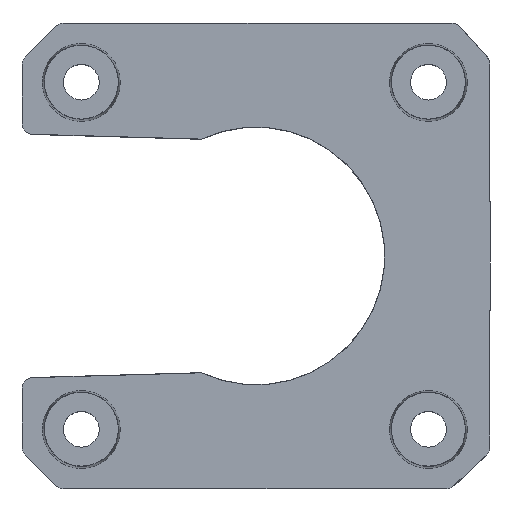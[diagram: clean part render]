
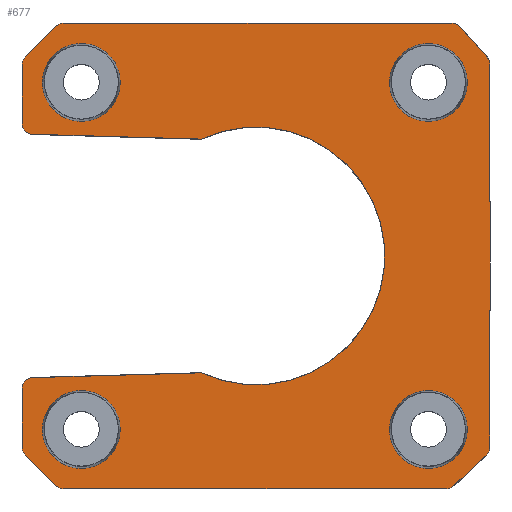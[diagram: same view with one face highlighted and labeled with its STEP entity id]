
A CAD part, top view. The second image highlights one B-rep face of the part: STEP entity #677.
In plain terms, the highlighted planar face has unit normal (0, 0, 1).
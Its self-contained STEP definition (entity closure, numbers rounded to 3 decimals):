
#46=FACE_BOUND('',#159,.T.);
#47=FACE_BOUND('',#160,.T.);
#48=FACE_BOUND('',#161,.T.);
#49=FACE_BOUND('',#162,.T.);
#70=CIRCLE('',#724,3.475);
#72=CIRCLE('',#727,3.475);
#74=CIRCLE('',#730,3.475);
#76=CIRCLE('',#733,3.475);
#77=CIRCLE('',#735,11.517);
#82=CIRCLE('',#748,0.983);
#83=CIRCLE('',#749,0.983);
#84=CIRCLE('',#750,0.983);
#85=CIRCLE('',#751,0.983);
#86=CIRCLE('',#752,0.983);
#87=CIRCLE('',#753,0.983);
#88=CIRCLE('',#754,0.983);
#89=CIRCLE('',#755,0.983);
#90=CIRCLE('',#756,0.983);
#91=CIRCLE('',#757,0.983);
#106=FACE_OUTER_BOUND('',#158,.T.);
#158=EDGE_LOOP('',(#520,#521,#522,#523,#524,#525,#526,#527,#528,#529,#530,
#531,#532,#533,#534,#535,#536,#537,#538,#539,#540,#541,#542,#543,#544,#545));
#159=EDGE_LOOP('',(#546));
#160=EDGE_LOOP('',(#547));
#161=EDGE_LOOP('',(#548));
#162=EDGE_LOOP('',(#549));
#195=LINE('',#1004,#249);
#211=LINE('',#1100,#265);
#212=LINE('',#1103,#266);
#214=LINE('',#1107,#268);
#216=LINE('',#1111,#270);
#217=LINE('',#1115,#271);
#218=LINE('',#1119,#272);
#219=LINE('',#1123,#273);
#220=LINE('',#1127,#274);
#221=LINE('',#1130,#275);
#222=LINE('',#1132,#276);
#223=LINE('',#1136,#277);
#224=LINE('',#1140,#278);
#225=LINE('',#1144,#279);
#226=LINE('',#1148,#280);
#249=VECTOR('',#790,10.);
#265=VECTOR('',#884,1000.);
#266=VECTOR('',#887,1000.);
#268=VECTOR('',#891,1000.);
#270=VECTOR('',#895,1000.);
#271=VECTOR('',#898,1000.);
#272=VECTOR('',#901,1000.);
#273=VECTOR('',#904,1000.);
#274=VECTOR('',#907,1000.);
#275=VECTOR('',#910,1000.);
#276=VECTOR('',#911,1000.);
#277=VECTOR('',#914,1000.);
#278=VECTOR('',#917,1000.);
#279=VECTOR('',#920,1000.);
#280=VECTOR('',#923,1000.);
#301=VERTEX_POINT('',#998);
#303=VERTEX_POINT('',#1002);
#331=VERTEX_POINT('',#1062);
#333=VERTEX_POINT('',#1067);
#335=VERTEX_POINT('',#1072);
#337=VERTEX_POINT('',#1077);
#338=VERTEX_POINT('',#1080);
#339=VERTEX_POINT('',#1082);
#344=VERTEX_POINT('',#1098);
#345=VERTEX_POINT('',#1102);
#346=VERTEX_POINT('',#1106);
#347=VERTEX_POINT('',#1110);
#348=VERTEX_POINT('',#1112);
#349=VERTEX_POINT('',#1114);
#350=VERTEX_POINT('',#1116);
#351=VERTEX_POINT('',#1118);
#352=VERTEX_POINT('',#1120);
#353=VERTEX_POINT('',#1122);
#354=VERTEX_POINT('',#1124);
#355=VERTEX_POINT('',#1126);
#356=VERTEX_POINT('',#1128);
#357=VERTEX_POINT('',#1131);
#358=VERTEX_POINT('',#1133);
#359=VERTEX_POINT('',#1135);
#360=VERTEX_POINT('',#1137);
#361=VERTEX_POINT('',#1139);
#362=VERTEX_POINT('',#1141);
#363=VERTEX_POINT('',#1143);
#364=VERTEX_POINT('',#1145);
#365=VERTEX_POINT('',#1147);
#369=EDGE_CURVE('',#301,#303,#195,.T.);
#398=EDGE_CURVE('',#331,#331,#70,.T.);
#400=EDGE_CURVE('',#333,#333,#72,.T.);
#402=EDGE_CURVE('',#335,#335,#74,.T.);
#404=EDGE_CURVE('',#337,#337,#76,.T.);
#406=EDGE_CURVE('',#339,#338,#77,.T.);
#413=EDGE_CURVE('',#303,#344,#211,.T.);
#414=EDGE_CURVE('',#345,#301,#212,.T.);
#416=EDGE_CURVE('',#345,#346,#214,.T.);
#418=EDGE_CURVE('',#344,#347,#216,.T.);
#419=EDGE_CURVE('',#348,#347,#82,.T.);
#420=EDGE_CURVE('',#348,#349,#217,.T.);
#421=EDGE_CURVE('',#350,#349,#83,.T.);
#422=EDGE_CURVE('',#350,#351,#218,.T.);
#423=EDGE_CURVE('',#352,#351,#84,.T.);
#424=EDGE_CURVE('',#352,#353,#219,.T.);
#425=EDGE_CURVE('',#354,#353,#85,.T.);
#426=EDGE_CURVE('',#354,#355,#220,.T.);
#427=EDGE_CURVE('',#356,#355,#86,.T.);
#428=EDGE_CURVE('',#356,#339,#221,.T.);
#429=EDGE_CURVE('',#338,#357,#222,.T.);
#430=EDGE_CURVE('',#358,#357,#87,.T.);
#431=EDGE_CURVE('',#358,#359,#223,.T.);
#432=EDGE_CURVE('',#360,#359,#88,.T.);
#433=EDGE_CURVE('',#360,#361,#224,.T.);
#434=EDGE_CURVE('',#362,#361,#89,.T.);
#435=EDGE_CURVE('',#362,#363,#225,.T.);
#436=EDGE_CURVE('',#364,#363,#90,.T.);
#437=EDGE_CURVE('',#364,#365,#226,.T.);
#438=EDGE_CURVE('',#365,#346,#91,.T.);
#520=ORIENTED_EDGE('',*,*,#369,.T.);
#521=ORIENTED_EDGE('',*,*,#413,.T.);
#522=ORIENTED_EDGE('',*,*,#418,.T.);
#523=ORIENTED_EDGE('',*,*,#419,.F.);
#524=ORIENTED_EDGE('',*,*,#420,.T.);
#525=ORIENTED_EDGE('',*,*,#421,.F.);
#526=ORIENTED_EDGE('',*,*,#422,.T.);
#527=ORIENTED_EDGE('',*,*,#423,.F.);
#528=ORIENTED_EDGE('',*,*,#424,.T.);
#529=ORIENTED_EDGE('',*,*,#425,.F.);
#530=ORIENTED_EDGE('',*,*,#426,.T.);
#531=ORIENTED_EDGE('',*,*,#427,.F.);
#532=ORIENTED_EDGE('',*,*,#428,.T.);
#533=ORIENTED_EDGE('',*,*,#406,.T.);
#534=ORIENTED_EDGE('',*,*,#429,.T.);
#535=ORIENTED_EDGE('',*,*,#430,.F.);
#536=ORIENTED_EDGE('',*,*,#431,.T.);
#537=ORIENTED_EDGE('',*,*,#432,.F.);
#538=ORIENTED_EDGE('',*,*,#433,.T.);
#539=ORIENTED_EDGE('',*,*,#434,.F.);
#540=ORIENTED_EDGE('',*,*,#435,.T.);
#541=ORIENTED_EDGE('',*,*,#436,.F.);
#542=ORIENTED_EDGE('',*,*,#437,.T.);
#543=ORIENTED_EDGE('',*,*,#438,.T.);
#544=ORIENTED_EDGE('',*,*,#416,.F.);
#545=ORIENTED_EDGE('',*,*,#414,.T.);
#546=ORIENTED_EDGE('',*,*,#398,.T.);
#547=ORIENTED_EDGE('',*,*,#400,.T.);
#548=ORIENTED_EDGE('',*,*,#402,.T.);
#549=ORIENTED_EDGE('',*,*,#404,.T.);
#647=PLANE('',#747);
#677=ADVANCED_FACE('',(#106,#46,#47,#48,#49),#647,.T.);
#724=AXIS2_PLACEMENT_3D('',#1063,#839,#840);
#727=AXIS2_PLACEMENT_3D('',#1068,#845,#846);
#730=AXIS2_PLACEMENT_3D('',#1073,#851,#852);
#733=AXIS2_PLACEMENT_3D('',#1078,#857,#858);
#735=AXIS2_PLACEMENT_3D('',#1083,#862,#863);
#747=AXIS2_PLACEMENT_3D('',#1109,#893,#894);
#748=AXIS2_PLACEMENT_3D('',#1113,#896,#897);
#749=AXIS2_PLACEMENT_3D('',#1117,#899,#900);
#750=AXIS2_PLACEMENT_3D('',#1121,#902,#903);
#751=AXIS2_PLACEMENT_3D('',#1125,#905,#906);
#752=AXIS2_PLACEMENT_3D('',#1129,#908,#909);
#753=AXIS2_PLACEMENT_3D('',#1134,#912,#913);
#754=AXIS2_PLACEMENT_3D('',#1138,#915,#916);
#755=AXIS2_PLACEMENT_3D('',#1142,#918,#919);
#756=AXIS2_PLACEMENT_3D('',#1146,#921,#922);
#757=AXIS2_PLACEMENT_3D('',#1149,#924,#925);
#790=DIRECTION('',(0.,1.,0.));
#839=DIRECTION('center_axis',(0.,0.,-1.));
#840=DIRECTION('ref_axis',(-1.,0.,0.));
#845=DIRECTION('center_axis',(0.,0.,-1.));
#846=DIRECTION('ref_axis',(-1.,0.,0.));
#851=DIRECTION('center_axis',(0.,0.,-1.));
#852=DIRECTION('ref_axis',(-1.,0.,0.));
#857=DIRECTION('center_axis',(0.,0.,-1.));
#858=DIRECTION('ref_axis',(-1.,0.,0.));
#862=DIRECTION('center_axis',(0.,0.,-1.));
#863=DIRECTION('ref_axis',(1.,0.,0.));
#884=DIRECTION('',(-0.981,0.196,0.));
#887=DIRECTION('',(0.981,0.196,0.));
#891=DIRECTION('',(0.,-1.,0.));
#893=DIRECTION('center_axis',(0.,0.,1.));
#894=DIRECTION('ref_axis',(1.,0.,0.));
#895=DIRECTION('',(0.,1.,0.));
#896=DIRECTION('center_axis',(0.,0.,-1.));
#897=DIRECTION('ref_axis',(1.,0.,0.));
#898=DIRECTION('',(-0.673,0.74,0.));
#899=DIRECTION('center_axis',(0.,0.,-1.));
#900=DIRECTION('ref_axis',(1.,0.,0.));
#901=DIRECTION('',(-1.,0.,0.));
#902=DIRECTION('center_axis',(0.,0.,-1.));
#903=DIRECTION('ref_axis',(1.,0.,0.));
#904=DIRECTION('',(-0.707,-0.707,0.));
#905=DIRECTION('center_axis',(0.,0.,-1.));
#906=DIRECTION('ref_axis',(1.,0.,0.));
#907=DIRECTION('',(0.,-1.,0.));
#908=DIRECTION('center_axis',(0.,0.,-1.));
#909=DIRECTION('ref_axis',(1.,0.,0.));
#910=DIRECTION('',(1.,-0.029,0.));
#911=DIRECTION('',(-1.,-0.029,0.));
#912=DIRECTION('center_axis',(0.,0.,-1.));
#913=DIRECTION('ref_axis',(1.,0.,0.));
#914=DIRECTION('',(0.,-1.,0.));
#915=DIRECTION('center_axis',(0.,0.,-1.));
#916=DIRECTION('ref_axis',(1.,0.,0.));
#917=DIRECTION('',(0.707,-0.707,0.));
#918=DIRECTION('center_axis',(0.,0.,-1.));
#919=DIRECTION('ref_axis',(1.,0.,0.));
#920=DIRECTION('',(1.,0.,0.));
#921=DIRECTION('center_axis',(0.,0.,-1.));
#922=DIRECTION('ref_axis',(1.,0.,0.));
#923=DIRECTION('',(0.728,0.686,0.));
#924=DIRECTION('center_axis',(0.,0.,1.));
#925=DIRECTION('ref_axis',(1.,0.,0.));
#998=CARTESIAN_POINT('',(42.,16.146,2.));
#1002=CARTESIAN_POINT('',(42.,25.854,2.));
#1004=CARTESIAN_POINT('',(42.,0.087,2.));
#1062=CARTESIAN_POINT('',(33.025,5.5,2.));
#1063=CARTESIAN_POINT('Origin',(36.5,5.5,2.));
#1067=CARTESIAN_POINT('',(2.025,5.5,2.));
#1068=CARTESIAN_POINT('Origin',(5.5,5.5,2.));
#1072=CARTESIAN_POINT('',(33.025,36.5,2.));
#1073=CARTESIAN_POINT('Origin',(36.5,36.5,2.));
#1077=CARTESIAN_POINT('',(2.025,36.5,2.));
#1078=CARTESIAN_POINT('Origin',(5.5,36.5,2.));
#1080=CARTESIAN_POINT('',(16.221,10.563,2.));
#1082=CARTESIAN_POINT('',(16.221,31.437,2.));
#1083=CARTESIAN_POINT('Origin',(21.09,21.,2.));
#1098=CARTESIAN_POINT('',(41.983,25.857,2.));
#1100=CARTESIAN_POINT('',(6.587,32.936,2.));
#1102=CARTESIAN_POINT('',(41.983,16.143,2.));
#1103=CARTESIAN_POINT('',(-1.49,7.448,2.));
#1106=CARTESIAN_POINT('',(41.983,3.932,2.));
#1107=CARTESIAN_POINT('',(41.983,0.,2.));
#1109=CARTESIAN_POINT('Origin',(0.,0.,2.));
#1110=CARTESIAN_POINT('',(41.983,38.113,2.));
#1111=CARTESIAN_POINT('',(41.983,0.,2.));
#1112=CARTESIAN_POINT('',(41.727,38.774,2.));
#1113=CARTESIAN_POINT('Origin',(41.,38.113,2.));
#1114=CARTESIAN_POINT('',(39.285,41.461,2.));
#1115=CARTESIAN_POINT('',(42.145,38.314,2.));
#1116=CARTESIAN_POINT('',(38.558,41.783,2.));
#1117=CARTESIAN_POINT('Origin',(38.558,40.8,2.));
#1118=CARTESIAN_POINT('',(3.914,41.783,2.));
#1119=CARTESIAN_POINT('',(0.,41.783,2.));
#1120=CARTESIAN_POINT('',(3.219,41.495,2.));
#1121=CARTESIAN_POINT('Origin',(3.914,40.8,2.));
#1122=CARTESIAN_POINT('',(0.505,38.781,2.));
#1123=CARTESIAN_POINT('',(-19.138,19.138,2.));
#1124=CARTESIAN_POINT('',(0.217,38.086,2.));
#1125=CARTESIAN_POINT('Origin',(1.2,38.086,2.));
#1126=CARTESIAN_POINT('',(0.217,32.851,2.));
#1127=CARTESIAN_POINT('',(0.217,0.,2.));
#1128=CARTESIAN_POINT('',(1.172,31.869,2.));
#1129=CARTESIAN_POINT('Origin',(1.2,32.851,2.));
#1130=CARTESIAN_POINT('',(0.915,31.876,2.));
#1131=CARTESIAN_POINT('',(1.172,10.131,2.));
#1132=CARTESIAN_POINT('',(-0.289,10.089,2.));
#1133=CARTESIAN_POINT('',(0.217,9.149,2.));
#1134=CARTESIAN_POINT('Origin',(1.2,9.149,2.));
#1135=CARTESIAN_POINT('',(0.217,3.914,2.));
#1136=CARTESIAN_POINT('',(0.217,0.,2.));
#1137=CARTESIAN_POINT('',(0.505,3.219,2.));
#1138=CARTESIAN_POINT('Origin',(1.2,3.914,2.));
#1139=CARTESIAN_POINT('',(3.219,0.505,2.));
#1140=CARTESIAN_POINT('',(1.862,1.862,2.));
#1141=CARTESIAN_POINT('',(3.914,0.217,2.));
#1142=CARTESIAN_POINT('Origin',(3.914,1.2,2.));
#1143=CARTESIAN_POINT('',(38.103,0.217,2.));
#1144=CARTESIAN_POINT('',(0.,0.217,2.));
#1145=CARTESIAN_POINT('',(38.777,0.485,2.));
#1146=CARTESIAN_POINT('Origin',(38.103,1.2,2.));
#1147=CARTESIAN_POINT('',(41.674,3.217,2.));
#1148=CARTESIAN_POINT('',(18.007,-19.098,2.));
#1149=CARTESIAN_POINT('Origin',(41.,3.932,2.));
